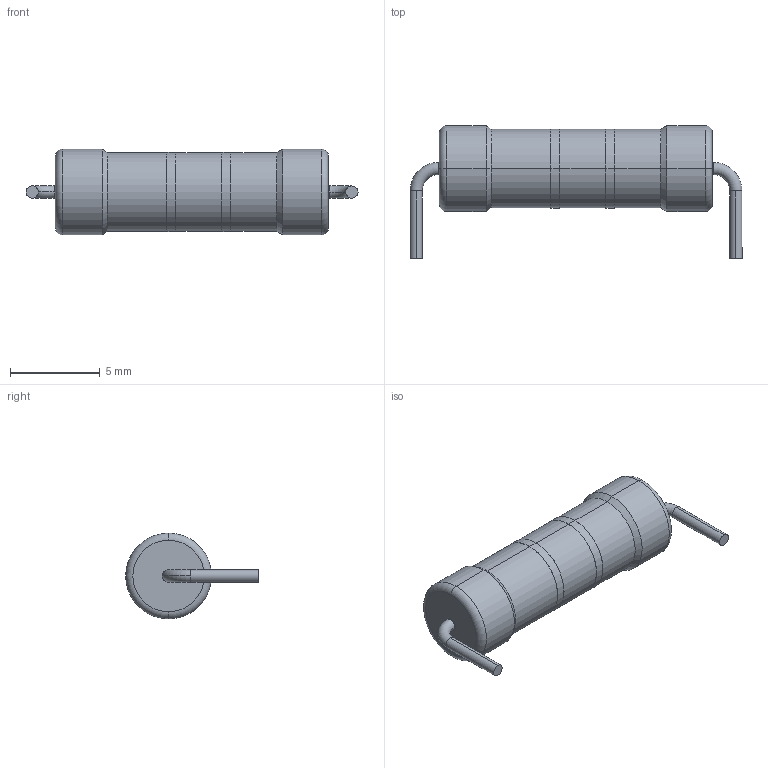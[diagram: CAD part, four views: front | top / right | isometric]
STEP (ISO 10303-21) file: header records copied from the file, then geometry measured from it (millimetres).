
FILE_DESCRIPTION (( 'STEP AP214' ), '1' );
FILE_NAME ('Resistor_15R_to_Proteus.STEP', '2017-07-09T16:25:27', ( '' ), ( '' ), 'SwSTEP 2.0', 'SolidWorks 2016', '' );
FILE_SCHEMA (( 'AUTOMOTIVE_DESIGN' ));
Length unit declared in the file: millimetre
Products named in the file (3): resistro_15R; Resistor_15R_to_Proteus; perna 5x5x068
Assembly tree (3 placements, depth 2):
  Resistor_15R_to_Proteus
    resistro_15R
    perna 5x5x068  x2
Bounding box: 18.48 x 7.39 x 4.78 mm (x, y, z)
Volume: 247.8 mm3; surface area: 307.6 mm2
Topology: 3 solids, 3 shells, 50 faces, 102 edges, 64 vertices
Faces by surface type: cylinder 26, plane 12, torus 8, cone 4
Entity records: 1525 total; most frequent: DIRECTION 238, CARTESIAN_POINT 184, ORIENTED_EDGE 168, AXIS2_PLACEMENT_3D 106, EDGE_CURVE 84, CIRCLE 58, VERTEX_POINT 52, EDGE_LOOP 48
